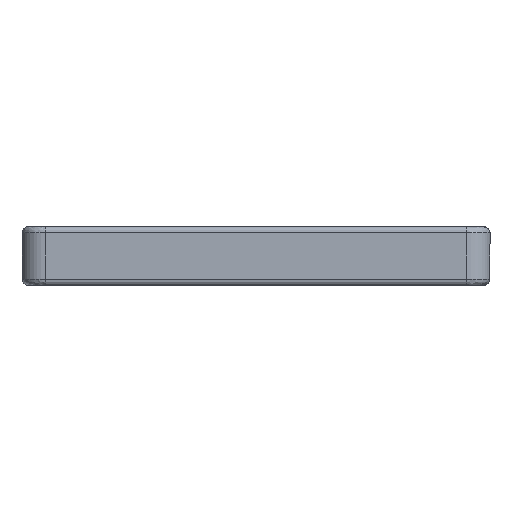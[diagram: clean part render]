
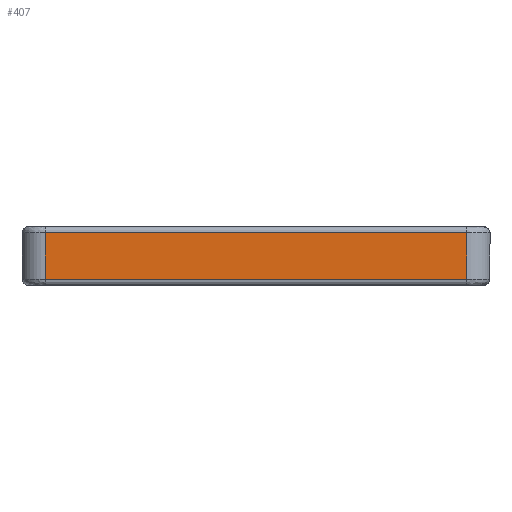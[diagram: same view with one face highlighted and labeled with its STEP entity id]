
A CAD part, left-side view. The second image highlights one B-rep face of the part: STEP entity #407.
In plain terms, the highlighted planar face has unit normal (-1, 0, 0).
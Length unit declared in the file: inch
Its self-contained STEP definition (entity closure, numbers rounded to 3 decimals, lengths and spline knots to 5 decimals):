
#50 = VERTEX_POINT ( 'NONE', #2224 ) ;
#70 = DIRECTION ( 'NONE',  ( 0., 0., -1. ) ) ;
#157 = DIRECTION ( 'NONE',  ( 0., -1., 0. ) ) ;
#260 = ORIENTED_EDGE ( 'NONE', *, *, #1116, .F. ) ;
#314 = VERTEX_POINT ( 'NONE', #1786 ) ;
#364 = PLANE ( 'NONE',  #1154 ) ;
#387 = DIRECTION ( 'NONE',  ( 0., 0., -1. ) ) ;
#392 = VERTEX_POINT ( 'NONE', #1955 ) ;
#407 = ADVANCED_FACE ( 'NONE', ( #494 ), #364, .T. ) ;
#413 = VECTOR ( 'NONE', #387, 39.37008 ) ;
#468 = LINE ( 'NONE', #2266, #1061 ) ;
#471 = LINE ( 'NONE', #2046, #413 ) ;
#494 = FACE_OUTER_BOUND ( 'NONE', #1653, .T. ) ;
#539 = DIRECTION ( 'NONE',  ( 0., 0., 1. ) ) ;
#761 = ORIENTED_EDGE ( 'NONE', *, *, #1932, .T. ) ;
#882 = CARTESIAN_POINT ( 'NONE',  ( -10.45276, -0.7874, -0.07874 ) ) ;
#1017 = VERTEX_POINT ( 'NONE', #2278 ) ;
#1061 = VECTOR ( 'NONE', #70, 39.37008 ) ;
#1082 = EDGE_CURVE ( 'NONE', #392, #50, #2167, .T. ) ;
#1116 = EDGE_CURVE ( 'NONE', #50, #1017, #468, .T. ) ;
#1154 = AXIS2_PLACEMENT_3D ( 'NONE', #2021, #1459, #539 ) ;
#1392 = VECTOR ( 'NONE', #157, 39.37008 ) ;
#1425 = ORIENTED_EDGE ( 'NONE', *, *, #1082, .F. ) ;
#1459 = DIRECTION ( 'NONE',  ( -1., 0., 0. ) ) ;
#1653 = EDGE_LOOP ( 'NONE', ( #1851, #260, #1425, #761 ) ) ;
#1786 = CARTESIAN_POINT ( 'NONE',  ( -10.45276, 0.70866, -0.07874 ) ) ;
#1817 = EDGE_CURVE ( 'NONE', #314, #1017, #1874, .T. ) ;
#1851 = ORIENTED_EDGE ( 'NONE', *, *, #1817, .T. ) ;
#1874 = LINE ( 'NONE', #882, #1392 ) ;
#1910 = VECTOR ( 'NONE', #2293, 39.37008 ) ;
#1923 = CARTESIAN_POINT ( 'NONE',  ( -10.45276, -0.3937, 0.07874 ) ) ;
#1932 = EDGE_CURVE ( 'NONE', #392, #314, #471, .T. ) ;
#1955 = CARTESIAN_POINT ( 'NONE',  ( -10.45276, 0.70866, 0.07874 ) ) ;
#2021 = CARTESIAN_POINT ( 'NONE',  ( -10.45276, -0.7874, 0. ) ) ;
#2046 = CARTESIAN_POINT ( 'NONE',  ( -10.45276, 0.70866, 0. ) ) ;
#2167 = LINE ( 'NONE', #1923, #1910 ) ;
#2224 = CARTESIAN_POINT ( 'NONE',  ( -10.45276, -0.70866, 0.07874 ) ) ;
#2266 = CARTESIAN_POINT ( 'NONE',  ( -10.45276, -0.70866, 0. ) ) ;
#2278 = CARTESIAN_POINT ( 'NONE',  ( -10.45276, -0.70866, -0.07874 ) ) ;
#2293 = DIRECTION ( 'NONE',  ( 0., -1., 0. ) ) ;
